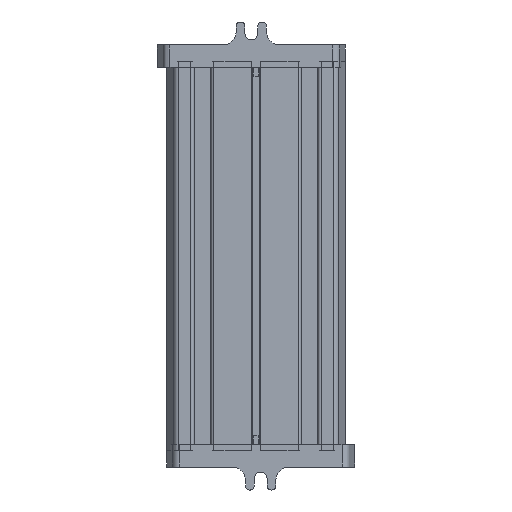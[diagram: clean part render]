
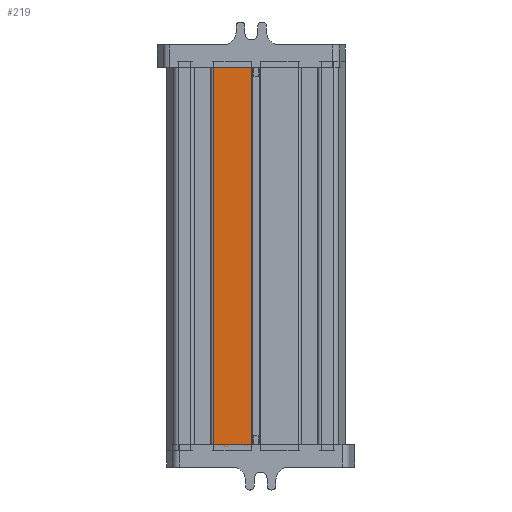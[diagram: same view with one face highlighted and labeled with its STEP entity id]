
A CAD part, front view. The second image highlights one B-rep face of the part: STEP entity #219.
In plain terms, the highlighted planar face has unit normal (0, -1, 0).
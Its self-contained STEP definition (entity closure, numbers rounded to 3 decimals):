
#22 = EDGE_CURVE ( 'NONE', #4217, #4863, #393, .T. ) ;
#219 = ADVANCED_FACE ( 'NONE', ( #8109 ), #287, .T. ) ;
#287 = PLANE ( 'NONE',  #2563 ) ;
#393 = LINE ( 'NONE', #3372, #1938 ) ;
#692 = VECTOR ( 'NONE', #3643, 1000. ) ;
#1046 = ORIENTED_EDGE ( 'NONE', *, *, #7552, .F. ) ;
#1055 = VERTEX_POINT ( 'NONE', #3938 ) ;
#1938 = VECTOR ( 'NONE', #5370, 1000. ) ;
#2116 = CARTESIAN_POINT ( 'NONE',  ( -1.25, -15.55, -71. ) ) ;
#2184 = DIRECTION ( 'NONE',  ( 1., 0., 0. ) ) ;
#2187 = ORIENTED_EDGE ( 'NONE', *, *, #6538, .T. ) ;
#2430 = LINE ( 'NONE', #6812, #692 ) ;
#2544 = VECTOR ( 'NONE', #2184, 1000. ) ;
#2563 = AXIS2_PLACEMENT_3D ( 'NONE', #6212, #3564, #6189 ) ;
#2660 = ORIENTED_EDGE ( 'NONE', *, *, #7097, .T. ) ;
#3369 = LINE ( 'NONE', #6894, #8418 ) ;
#3372 = CARTESIAN_POINT ( 'NONE',  ( -10.8, -15.55, 29. ) ) ;
#3564 = DIRECTION ( 'NONE',  ( 0., -1., 0. ) ) ;
#3643 = DIRECTION ( 'NONE',  ( 0., 0., 1. ) ) ;
#3938 = CARTESIAN_POINT ( 'NONE',  ( -10.8, -15.55, -71. ) ) ;
#4217 = VERTEX_POINT ( 'NONE', #7554 ) ;
#4330 = DIRECTION ( 'NONE',  ( 0., 0., 1. ) ) ;
#4863 = VERTEX_POINT ( 'NONE', #6816 ) ;
#4926 = EDGE_LOOP ( 'NONE', ( #5259, #1046, #2660, #2187 ) ) ;
#5259 = ORIENTED_EDGE ( 'NONE', *, *, #22, .F. ) ;
#5370 = DIRECTION ( 'NONE',  ( 1., 0., 0. ) ) ;
#6189 = DIRECTION ( 'NONE',  ( 0., 0., -1. ) ) ;
#6212 = CARTESIAN_POINT ( 'NONE',  ( -10.8, -15.55, -71. ) ) ;
#6538 = EDGE_CURVE ( 'NONE', #7886, #4863, #2430, .T. ) ;
#6812 = CARTESIAN_POINT ( 'NONE',  ( -1.25, -15.55, -71. ) ) ;
#6816 = CARTESIAN_POINT ( 'NONE',  ( -1.25, -15.55, 29. ) ) ;
#6894 = CARTESIAN_POINT ( 'NONE',  ( -10.8, -15.55, -71. ) ) ;
#7097 = EDGE_CURVE ( 'NONE', #1055, #7886, #8427, .T. ) ;
#7386 = CARTESIAN_POINT ( 'NONE',  ( -10.8, -15.55, -71. ) ) ;
#7552 = EDGE_CURVE ( 'NONE', #1055, #4217, #3369, .T. ) ;
#7554 = CARTESIAN_POINT ( 'NONE',  ( -10.8, -15.55, 29. ) ) ;
#7886 = VERTEX_POINT ( 'NONE', #2116 ) ;
#8109 = FACE_OUTER_BOUND ( 'NONE', #4926, .T. ) ;
#8418 = VECTOR ( 'NONE', #4330, 1000. ) ;
#8427 = LINE ( 'NONE', #7386, #2544 ) ;
